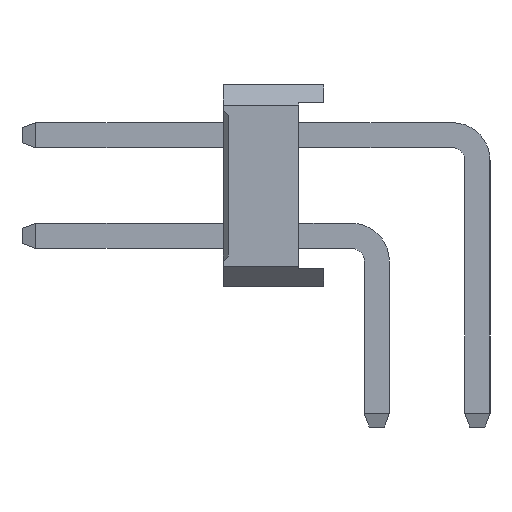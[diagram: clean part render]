
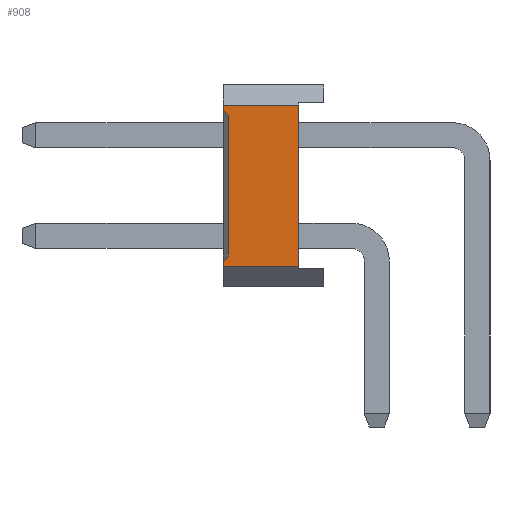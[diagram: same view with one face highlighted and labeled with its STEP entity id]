
A CAD part, left-side view. The second image highlights one B-rep face of the part: STEP entity #908.
In plain terms, the highlighted planar face has unit normal (-1, 0, 0).
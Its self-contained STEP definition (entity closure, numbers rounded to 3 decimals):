
#908=ADVANCED_FACE('',(#17138),#17140,.T.);
#17138=FACE_BOUND('',#17139,.T.);
#17139=EDGE_LOOP('',(#30293,#30294,#30295,#30296,#30297,#30298,#30299,#30300));
#17140=PLANE('',#17141);
#17141=AXIS2_PLACEMENT_3D('',#17142,#17143,#17144);
#17142=CARTESIAN_POINT('',(-1.,1.05,0.4));
#17143=DIRECTION('',(-1.,0.,0.));
#17144=DIRECTION('',(0.,0.,1.));
#30293=ORIENTED_EDGE('',*,*,#39001,.F.);
#30294=ORIENTED_EDGE('',*,*,#39002,.T.);
#30295=ORIENTED_EDGE('',*,*,#39003,.F.);
#30296=ORIENTED_EDGE('',*,*,#38217,.F.);
#30297=ORIENTED_EDGE('',*,*,#38999,.F.);
#30298=ORIENTED_EDGE('',*,*,#39004,.T.);
#30299=ORIENTED_EDGE('',*,*,#39005,.T.);
#30300=ORIENTED_EDGE('',*,*,#38221,.F.);
#38217=EDGE_CURVE('',#42760,#42762,#42763,.T.);
#38221=EDGE_CURVE('',#42768,#42770,#42771,.T.);
#38999=EDGE_CURVE('',#44230,#42760,#44232,.T.);
#39001=EDGE_CURVE('',#44234,#42768,#44235,.F.);
#39002=EDGE_CURVE('',#44234,#44236,#44237,.T.);
#39003=EDGE_CURVE('',#42762,#44236,#44238,.F.);
#39004=EDGE_CURVE('',#44230,#44239,#44240,.T.);
#39005=EDGE_CURVE('',#44239,#42770,#44241,.T.);
#42760=VERTEX_POINT('',#50198);
#42762=VERTEX_POINT('',#50202);
#42763=LINE('',#50203,#50204);
#42768=VERTEX_POINT('',#50214);
#42770=VERTEX_POINT('',#50218);
#42771=LINE('',#50219,#50220);
#44230=VERTEX_POINT('',#53232);
#44232=LINE('',#53236,#53237);
#44234=VERTEX_POINT('',#53242);
#44235=LINE('',#53243,#53244);
#44236=VERTEX_POINT('',#53246);
#44237=LINE('',#53247,#53248);
#44238=LINE('',#53250,#53251);
#44239=VERTEX_POINT('',#53253);
#44240=LINE('',#53254,#53255);
#44241=LINE('',#53257,#53258);
#50198=CARTESIAN_POINT('',(-1.,3.05,0.4));
#50202=CARTESIAN_POINT('',(-1.,3.05,0.5));
#50203=CARTESIAN_POINT('',(-1.,3.05,0.4));
#50204=VECTOR('',#50205,1.);
#50205=DIRECTION('',(0.,0.,1.));
#50214=CARTESIAN_POINT('',(-1.,3.05,3.5));
#50218=CARTESIAN_POINT('',(-1.,3.05,3.6));
#50219=CARTESIAN_POINT('',(-1.,3.05,3.5));
#50220=VECTOR('',#50221,1.);
#50221=DIRECTION('',(0.,0.,1.));
#53232=CARTESIAN_POINT('',(-1.,1.55,0.4));
#53236=CARTESIAN_POINT('',(-1.,1.55,0.4));
#53237=VECTOR('',#53238,1.);
#53238=DIRECTION('',(0.,1.,0.));
#53242=CARTESIAN_POINT('',(-1.,2.95,3.4));
#53243=CARTESIAN_POINT('',(-1.,3.05,3.5));
#53244=VECTOR('',#53245,1.);
#53245=DIRECTION('',(0.,-0.707,-0.707));
#53246=CARTESIAN_POINT('',(-1.,2.95,0.6));
#53247=CARTESIAN_POINT('',(-1.,2.95,3.4));
#53248=VECTOR('',#53249,1.);
#53249=DIRECTION('',(0.,0.,-1.));
#53250=CARTESIAN_POINT('',(-1.,2.95,0.6));
#53251=VECTOR('',#53252,1.);
#53252=DIRECTION('',(0.,0.707,-0.707));
#53253=CARTESIAN_POINT('',(-1.,1.55,3.6));
#53254=CARTESIAN_POINT('',(-1.,1.55,0.4));
#53255=VECTOR('',#53256,1.);
#53256=DIRECTION('',(0.,0.,1.));
#53257=CARTESIAN_POINT('',(-1.,1.55,3.6));
#53258=VECTOR('',#53259,1.);
#53259=DIRECTION('',(0.,1.,0.));
